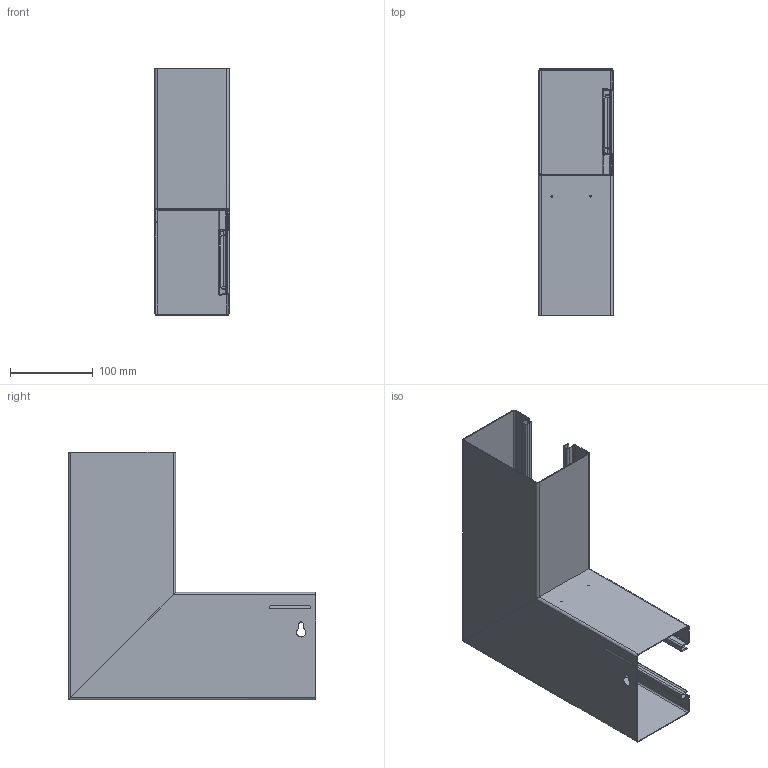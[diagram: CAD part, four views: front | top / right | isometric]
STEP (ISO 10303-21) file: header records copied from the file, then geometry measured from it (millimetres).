
FILE_DESCRIPTION (( 'STEP AP214' ), '1' );
FILE_NAME ('6277320.stp', '2016-05-26T09:24:44', ( '' ), ( '' ), 'SwSTEP 2.0', 'SolidWorks 2014', '' );
FILE_SCHEMA (( 'AUTOMOTIVE_DESIGN' ));
Length unit declared in the file: millimetre
Products named in the file (1): 6277320
Bounding box: 90 x 299.85 x 299.85 mm (x, y, z)
Volume: 194658.5 mm3; surface area: 392057.4 mm2
Topology: 1 solids, 1 shells, 316 faces, 700 edges, 392 vertices
Faces by surface type: plane 174, cylinder 90, bspline 44, cone 8
Entity records: 9259 total; most frequent: CARTESIAN_POINT 2726, ORIENTED_EDGE 1400, DIRECTION 1218, EDGE_CURVE 700, AXIS2_PLACEMENT_3D 413, LINE 392, VECTOR 392, VERTEX_POINT 392
